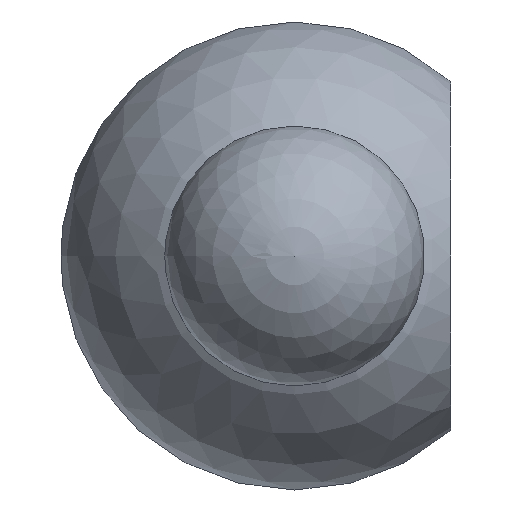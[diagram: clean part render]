
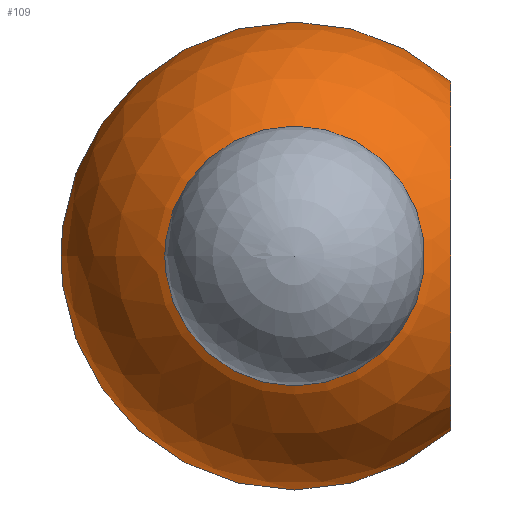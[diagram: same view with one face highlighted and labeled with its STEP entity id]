
A CAD part, left-side view. The second image highlights one B-rep face of the part: STEP entity #109.
In plain terms, the highlighted spherical face has radius 9 mm.
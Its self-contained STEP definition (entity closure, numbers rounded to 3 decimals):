
#109=ADVANCED_FACE('',(#120,#121,#122),#117,.T.);
#117=SPHERICAL_SURFACE('',#183,9.);
#120=FACE_BOUND('',#129,.T.);
#121=FACE_BOUND('',#130,.T.);
#122=FACE_BOUND('',#131,.T.);
#129=EDGE_LOOP('',(#143));
#130=EDGE_LOOP('',(#144));
#131=EDGE_LOOP('',(#145));
#143=ORIENTED_EDGE('',*,*,#165,.F.);
#144=ORIENTED_EDGE('',*,*,#166,.T.);
#145=ORIENTED_EDGE('',*,*,#167,.T.);
#157=VERTEX_POINT('',#229);
#158=VERTEX_POINT('',#231);
#159=VERTEX_POINT('',#233);
#165=EDGE_CURVE('',#157,#157,#172,.T.);
#166=EDGE_CURVE('',#158,#158,#173,.T.);
#167=EDGE_CURVE('',#159,#159,#174,.T.);
#172=CIRCLE('',#180,3.5);
#173=CIRCLE('',#181,3.5);
#174=CIRCLE('',#182,6.708);
#180=AXIS2_PLACEMENT_3D('',#228,#197,#198);
#181=AXIS2_PLACEMENT_3D('',#230,#199,#200);
#182=AXIS2_PLACEMENT_3D('',#232,#201,#202);
#183=AXIS2_PLACEMENT_3D('',#234,#203,#204);
#197=DIRECTION('',(1.,0.,0.));
#198=DIRECTION('',(0.,1.,0.));
#199=DIRECTION('',(1.,0.,0.));
#200=DIRECTION('',(0.,1.,0.));
#201=DIRECTION('',(0.,1.,0.));
#202=DIRECTION('',(0.,0.,-1.));
#203=DIRECTION('',(1.,0.,0.));
#204=DIRECTION('',(0.,1.,0.));
#228=CARTESIAN_POINT('',(199.421,133.052,0.));
#229=CARTESIAN_POINT('',(199.421,136.552,0.));
#230=CARTESIAN_POINT('',(182.838,133.052,0.));
#231=CARTESIAN_POINT('',(182.838,136.552,0.));
#232=CARTESIAN_POINT('',(191.129,127.052,0.));
#233=CARTESIAN_POINT('',(191.129,127.052,-6.708));
#234=CARTESIAN_POINT('',(191.129,133.052,0.));
